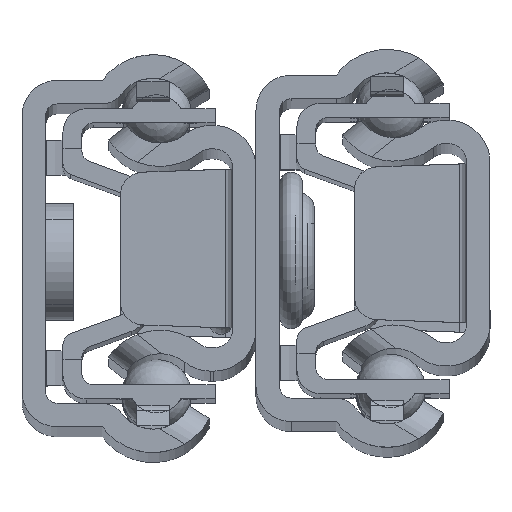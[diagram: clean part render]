
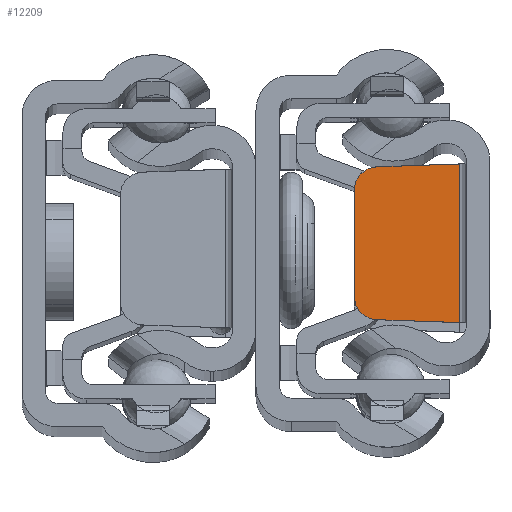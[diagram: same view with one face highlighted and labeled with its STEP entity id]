
A CAD part, top view. The second image highlights one B-rep face of the part: STEP entity #12209.
In plain terms, the highlighted planar face has unit normal (0, 0, 1).
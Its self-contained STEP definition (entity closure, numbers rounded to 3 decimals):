
#538=PLANE('',#13305);
#1025=FACE_OUTER_BOUND('',#1743,.T.);
#1743=EDGE_LOOP('',(#9463,#9464,#9465,#9466,#9467,#9468));
#2621=LINE('',#19674,#3567);
#2634=LINE('',#19714,#3580);
#2636=LINE('',#19725,#3582);
#2637=LINE('',#19726,#3583);
#3567=VECTOR('',#15982,10.);
#3580=VECTOR('',#16021,10.);
#3582=VECTOR('',#16033,10.);
#3583=VECTOR('',#16034,10.);
#4331=CIRCLE('',#13283,1.);
#4334=CIRCLE('',#13289,1.);
#5241=VERTEX_POINT('',#19654);
#5242=VERTEX_POINT('',#19655);
#5249=VERTEX_POINT('',#19673);
#5250=VERTEX_POINT('',#19677);
#5263=VERTEX_POINT('',#19712);
#5267=VERTEX_POINT('',#19724);
#6755=EDGE_CURVE('',#5241,#5242,#4331,.T.);
#6764=EDGE_CURVE('',#5249,#5242,#2621,.T.);
#6766=EDGE_CURVE('',#5249,#5250,#4334,.T.);
#6784=EDGE_CURVE('',#5241,#5263,#2634,.T.);
#6789=EDGE_CURVE('',#5267,#5263,#2636,.T.);
#6790=EDGE_CURVE('',#5250,#5267,#2637,.T.);
#9463=ORIENTED_EDGE('',*,*,#6755,.F.);
#9464=ORIENTED_EDGE('',*,*,#6784,.T.);
#9465=ORIENTED_EDGE('',*,*,#6789,.F.);
#9466=ORIENTED_EDGE('',*,*,#6790,.F.);
#9467=ORIENTED_EDGE('',*,*,#6766,.F.);
#9468=ORIENTED_EDGE('',*,*,#6764,.T.);
#12209=ADVANCED_FACE('',(#1025),#538,.T.);
#13283=AXIS2_PLACEMENT_3D('',#19656,#15966,#15967);
#13289=AXIS2_PLACEMENT_3D('',#19678,#15986,#15987);
#13305=AXIS2_PLACEMENT_3D('',#19723,#16031,#16032);
#15966=DIRECTION('center_axis',(0.,0.,
-1.));
#15967=DIRECTION('ref_axis',(-0.719,-0.695,0.));
#15982=DIRECTION('',(0.,-1.,0.));
#15986=DIRECTION('center_axis',(0.,0.,
-1.));
#15987=DIRECTION('ref_axis',(-0.719,0.695,0.));
#16021=DIRECTION('',(0.999,-0.035,0.));
#16031=DIRECTION('center_axis',(0.,0.,
1.));
#16032=DIRECTION('ref_axis',(1.,0.,0.));
#16033=DIRECTION('',(0.,-1.,0.));
#16034=DIRECTION('',(0.999,0.035,0.));
#19654=CARTESIAN_POINT('',(9.565,-3.266,500.));
#19655=CARTESIAN_POINT('',(8.6,-2.267,500.));
#19656=CARTESIAN_POINT('Origin',(9.6,-2.267,500.));
#19673=CARTESIAN_POINT('',(8.6,2.267,500.));
#19674=CARTESIAN_POINT('',(8.6,3.4,500.));
#19677=CARTESIAN_POINT('',(9.565,3.266,500.));
#19678=CARTESIAN_POINT('Origin',(9.6,2.267,500.));
#19712=CARTESIAN_POINT('',(13.1,-3.39,500.));
#19714=CARTESIAN_POINT('',(9.948,-3.279,500.));
#19723=CARTESIAN_POINT('Origin',(8.6,3.4,500.));
#19724=CARTESIAN_POINT('',(13.1,3.39,500.));
#19725=CARTESIAN_POINT('',(13.1,3.4,500.));
#19726=CARTESIAN_POINT('',(10.067,3.284,500.));
